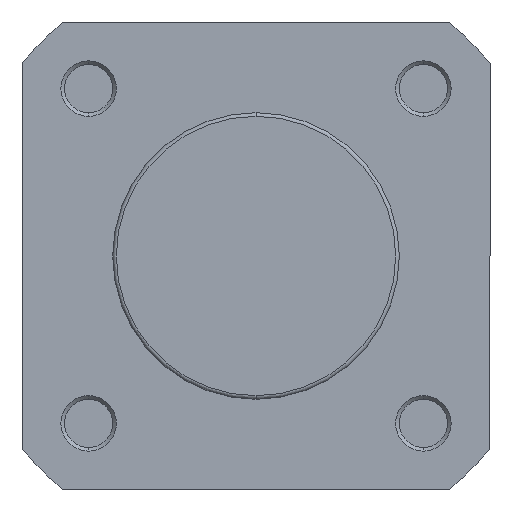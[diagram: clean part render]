
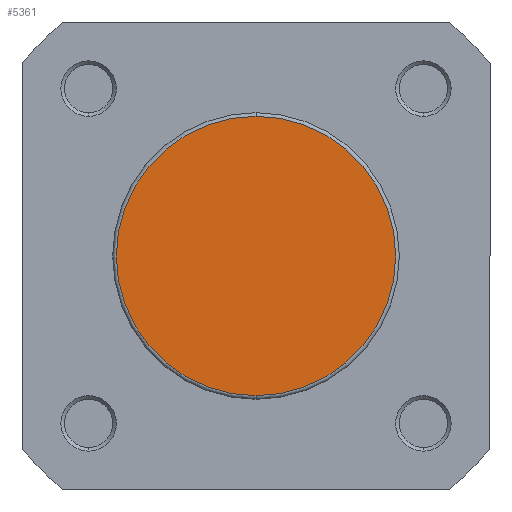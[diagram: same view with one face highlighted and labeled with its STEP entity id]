
A CAD part, left-side view. The second image highlights one B-rep face of the part: STEP entity #5361.
In plain terms, the highlighted planar face has unit normal (-1, 0, 0).
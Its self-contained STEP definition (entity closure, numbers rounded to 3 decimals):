
#53 = FACE_OUTER_BOUND ( 'NONE', #6150, .T. ) ;
#1001 = VERTEX_POINT ( 'NONE', #1304 ) ;
#1005 = VERTEX_POINT ( 'NONE', #1308 ) ;
#1304 = CARTESIAN_POINT ( 'NONE',  ( 0., 0., -19.4 ) ) ;
#1308 = CARTESIAN_POINT ( 'NONE',  ( 0., 0., 19.4 ) ) ;
#1627 = CARTESIAN_POINT ( 'NONE',  ( 0., 0., 0. ) ) ;
#1628 = DIRECTION ( 'NONE',  ( -1., 0., 0. ) ) ;
#1629 = DIRECTION ( 'NONE',  ( 0., 0., -1. ) ) ;
#1775 = CARTESIAN_POINT ( 'NONE',  ( 0., 0., 0. ) ) ;
#1777 = DIRECTION ( 'NONE',  ( -1., 0., 0. ) ) ;
#1778 = DIRECTION ( 'NONE',  ( 0., 0., -1. ) ) ;
#2359 = CIRCLE ( 'NONE', #4882, 19.4 ) ;
#2447 = CIRCLE ( 'NONE', #4910, 19.4 ) ;
#4126 = CARTESIAN_POINT ( 'NONE',  ( 0., 19.9, 0. ) ) ;
#4127 = PLANE ( 'NONE',  #5107 ) ;
#4128 = DIRECTION ( 'NONE',  ( 1., 0., 0. ) ) ;
#4129 = DIRECTION ( 'NONE',  ( 0., 0., -1. ) ) ;
#4416 = EDGE_CURVE ( 'NONE', #1001, #1005, #2359, .T. ) ;
#4475 = EDGE_CURVE ( 'NONE', #1005, #1001, #2447, .T. ) ;
#4882 = AXIS2_PLACEMENT_3D ( 'NONE', #1627, #1628, #1629 ) ;
#4910 = AXIS2_PLACEMENT_3D ( 'NONE', #1775, #1777, #1778 ) ;
#5107 = AXIS2_PLACEMENT_3D ( 'NONE', #4126, #4128, #4129 ) ;
#5361 = ADVANCED_FACE ( 'NONE', ( #53 ), #4127, .F. ) ;
#5844 = ORIENTED_EDGE ( 'NONE', *, *, #4475, .T. ) ;
#5845 = ORIENTED_EDGE ( 'NONE', *, *, #4416, .T. ) ;
#6150 = EDGE_LOOP ( 'NONE', ( #5845, #5844 ) ) ;
